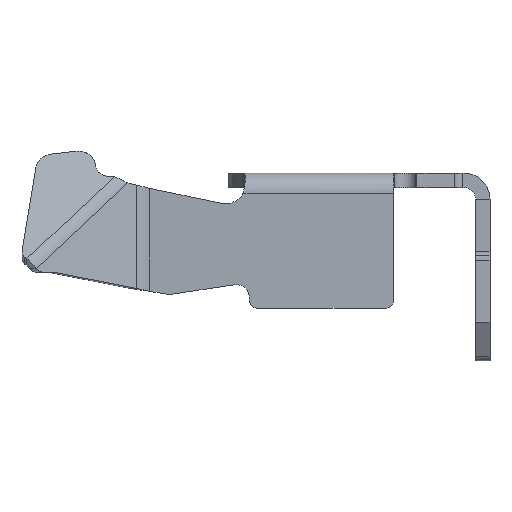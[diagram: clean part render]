
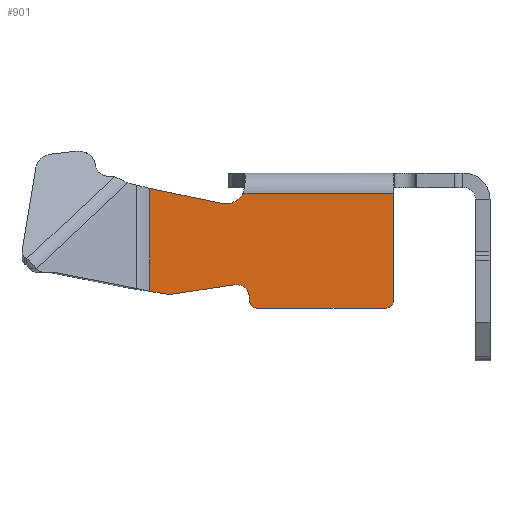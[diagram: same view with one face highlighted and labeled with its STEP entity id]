
A CAD part, front view. The second image highlights one B-rep face of the part: STEP entity #901.
In plain terms, the highlighted planar face has unit normal (0, -1, 0).
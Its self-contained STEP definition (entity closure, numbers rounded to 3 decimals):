
#778=AXIS2_PLACEMENT_3D('Circle Axis2P3D',#776,#777,$) ;
#805=AXIS2_PLACEMENT_3D('Plane Axis2P3D',#802,#803,#804) ;
#661=CARTESIAN_POINT('Vertex',(4.446,1.922,2.42)) ;
#687=CARTESIAN_POINT('Vertex',(4.446,1.922,6.003)) ;
#690=CARTESIAN_POINT('Line Origine',(4.446,1.922,4.269)) ;
#752=CARTESIAN_POINT('Line Origine',(5.69,1.922,5.742)) ;
#756=CARTESIAN_POINT('Vertex',(6.935,1.922,5.482)) ;
#776=CARTESIAN_POINT('Axis2P3D Location',(7.078,1.922,6.167)) ;
#780=CARTESIAN_POINT('Vertex',(7.69,1.922,5.827)) ;
#802=CARTESIAN_POINT('Axis2P3D Location',(10.336,1.922,8.1)) ;
#808=CARTESIAN_POINT('Control Point',(4.446,1.922,2.42)) ;
#809=CARTESIAN_POINT('Control Point',(4.952,1.922,2.331)) ;
#810=CARTESIAN_POINT('Vertex',(4.952,1.922,2.331)) ;
#814=CARTESIAN_POINT('Control Point',(4.952,1.922,2.331)) ;
#815=CARTESIAN_POINT('Control Point',(5.059,1.922,2.312)) ;
#816=CARTESIAN_POINT('Control Point',(5.169,1.922,2.311)) ;
#817=CARTESIAN_POINT('Control Point',(5.276,1.922,2.327)) ;
#818=CARTESIAN_POINT('Vertex',(5.276,1.922,2.327)) ;
#822=CARTESIAN_POINT('Control Point',(7.393,1.922,2.648)) ;
#823=CARTESIAN_POINT('Control Point',(5.276,1.922,2.327)) ;
#824=CARTESIAN_POINT('Vertex',(7.393,1.922,2.648)) ;
#828=CARTESIAN_POINT('Control Point',(7.911,1.922,2.203)) ;
#829=CARTESIAN_POINT('Control Point',(7.911,1.922,2.397)) ;
#830=CARTESIAN_POINT('Control Point',(7.796,1.922,2.594)) ;
#831=CARTESIAN_POINT('Control Point',(7.585,1.922,2.677)) ;
#832=CARTESIAN_POINT('Control Point',(7.393,1.922,2.648)) ;
#833=CARTESIAN_POINT('Vertex',(7.911,1.922,2.203)) ;
#836=CARTESIAN_POINT('Line Origine',(7.911,1.922,4.965)) ;
#840=CARTESIAN_POINT('Vertex',(7.911,1.922,2.03)) ;
#844=CARTESIAN_POINT('Control Point',(7.961,1.922,1.958)) ;
#845=CARTESIAN_POINT('Control Point',(7.911,1.922,2.03)) ;
#846=CARTESIAN_POINT('Vertex',(7.961,1.922,1.958)) ;
#850=CARTESIAN_POINT('Control Point',(7.961,1.922,1.958)) ;
#851=CARTESIAN_POINT('Control Point',(8.016,1.922,1.879)) ;
#852=CARTESIAN_POINT('Control Point',(8.111,1.922,1.83)) ;
#853=CARTESIAN_POINT('Control Point',(8.207,1.922,1.83)) ;
#854=CARTESIAN_POINT('Vertex',(8.207,1.922,1.83)) ;
#857=CARTESIAN_POINT('Line Origine',(7.478,1.922,1.83)) ;
#861=CARTESIAN_POINT('Vertex',(12.636,1.922,1.83)) ;
#865=CARTESIAN_POINT('Control Point',(12.636,1.922,1.83)) ;
#866=CARTESIAN_POINT('Control Point',(12.753,1.922,1.83)) ;
#867=CARTESIAN_POINT('Control Point',(12.873,1.922,1.893)) ;
#868=CARTESIAN_POINT('Control Point',(12.936,1.922,2.012)) ;
#869=CARTESIAN_POINT('Control Point',(12.936,1.922,2.13)) ;
#870=CARTESIAN_POINT('Vertex',(12.936,1.922,2.13)) ;
#873=CARTESIAN_POINT('Line Origine',(12.936,1.922,4.965)) ;
#877=CARTESIAN_POINT('Vertex',(12.936,1.922,5.827)) ;
#880=CARTESIAN_POINT('Line Origine',(7.478,1.922,5.827)) ;
#691=DIRECTION('Vector Direction',(0.,0.,1.)) ;
#753=DIRECTION('Vector Direction',(-0.979,0.,0.205)) ;
#777=DIRECTION('Axis2P3D Direction',(0.,-1.,0.)) ;
#803=DIRECTION('Axis2P3D Direction',(0.,-1.,0.)) ;
#804=DIRECTION('Axis2P3D XDirection',(0.,0.,1.)) ;
#837=DIRECTION('Vector Direction',(0.,0.,1.)) ;
#858=DIRECTION('Vector Direction',(-1.,0.,0.)) ;
#874=DIRECTION('Vector Direction',(0.,0.,1.)) ;
#881=DIRECTION('Vector Direction',(-1.,0.,0.)) ;
#692=VECTOR('Line Direction',#691,1.) ;
#754=VECTOR('Line Direction',#753,1.) ;
#838=VECTOR('Line Direction',#837,1.) ;
#859=VECTOR('Line Direction',#858,1.) ;
#875=VECTOR('Line Direction',#874,1.) ;
#882=VECTOR('Line Direction',#881,1.) ;
#886=ORIENTED_EDGE('',*,*,#812,.T.) ;
#887=ORIENTED_EDGE('',*,*,#820,.T.) ;
#888=ORIENTED_EDGE('',*,*,#826,.F.) ;
#889=ORIENTED_EDGE('',*,*,#835,.F.) ;
#890=ORIENTED_EDGE('',*,*,#842,.F.) ;
#891=ORIENTED_EDGE('',*,*,#848,.F.) ;
#892=ORIENTED_EDGE('',*,*,#856,.T.) ;
#893=ORIENTED_EDGE('',*,*,#863,.T.) ;
#894=ORIENTED_EDGE('',*,*,#872,.T.) ;
#895=ORIENTED_EDGE('',*,*,#879,.F.) ;
#896=ORIENTED_EDGE('',*,*,#884,.F.) ;
#897=ORIENTED_EDGE('',*,*,#782,.F.) ;
#898=ORIENTED_EDGE('',*,*,#758,.T.) ;
#899=ORIENTED_EDGE('',*,*,#694,.F.) ;
#901=ADVANCED_FACE('78118_MTP_FMC_5-2_BR',(#900),#806,.T.) ;
#807=B_SPLINE_CURVE_WITH_KNOTS('',1,(#808,#809),.UNSPECIFIED.,.F.,.U.,(2,2),(1.649,2.163),.UNSPECIFIED.) ;
#813=B_SPLINE_CURVE_WITH_KNOTS('',3,(#814,#815,#816,#817),.UNSPECIFIED.,.F.,.U.,(4,4),(2.967,3.292),.UNSPECIFIED.) ;
#821=B_SPLINE_CURVE_WITH_KNOTS('',1,(#822,#823),.UNSPECIFIED.,.F.,.U.,(2,2),(-1.071,1.071),.UNSPECIFIED.) ;
#827=B_SPLINE_CURVE_WITH_KNOTS('',4,(#828,#829,#830,#831,#832),.UNSPECIFIED.,.F.,.U.,(5,5),(2.121,2.895),.UNSPECIFIED.) ;
#843=B_SPLINE_CURVE_WITH_KNOTS('',1,(#844,#845),.UNSPECIFIED.,.F.,.U.,(2,2),(-0.044,0.044),.UNSPECIFIED.) ;
#849=B_SPLINE_CURVE_WITH_KNOTS('',3,(#850,#851,#852,#853),.UNSPECIFIED.,.F.,.U.,(4,4),(0.654,0.942),.UNSPECIFIED.) ;
#864=B_SPLINE_CURVE_WITH_KNOTS('',4,(#865,#866,#867,#868,#869),.UNSPECIFIED.,.F.,.U.,(5,5),(0.942,1.414),.UNSPECIFIED.) ;
#779=CIRCLE('generated circle',#778,0.7) ;
#694=EDGE_CURVE('',#662,#688,#693,.T.) ;
#758=EDGE_CURVE('',#757,#688,#755,.T.) ;
#782=EDGE_CURVE('',#757,#781,#779,.T.) ;
#812=EDGE_CURVE('',#662,#811,#807,.T.) ;
#820=EDGE_CURVE('',#811,#819,#813,.T.) ;
#826=EDGE_CURVE('',#825,#819,#821,.T.) ;
#835=EDGE_CURVE('',#834,#825,#827,.T.) ;
#842=EDGE_CURVE('',#841,#834,#839,.T.) ;
#848=EDGE_CURVE('',#847,#841,#843,.T.) ;
#856=EDGE_CURVE('',#847,#855,#849,.T.) ;
#863=EDGE_CURVE('',#855,#862,#860,.F.) ;
#872=EDGE_CURVE('',#862,#871,#864,.T.) ;
#879=EDGE_CURVE('',#878,#871,#876,.F.) ;
#884=EDGE_CURVE('',#781,#878,#883,.F.) ;
#885=EDGE_LOOP('',(#886,#887,#888,#889,#890,#891,#892,#893,#894,#895,#896,#897,#898,#899)) ;
#900=FACE_OUTER_BOUND('',#885,.T.) ;
#693=LINE('Line',#690,#692) ;
#755=LINE('Line',#752,#754) ;
#839=LINE('Line',#836,#838) ;
#860=LINE('Line',#857,#859) ;
#876=LINE('Line',#873,#875) ;
#883=LINE('Line',#880,#882) ;
#806=PLANE('',#805) ;
#662=VERTEX_POINT('',#661) ;
#688=VERTEX_POINT('',#687) ;
#757=VERTEX_POINT('',#756) ;
#781=VERTEX_POINT('',#780) ;
#811=VERTEX_POINT('',#810) ;
#819=VERTEX_POINT('',#818) ;
#825=VERTEX_POINT('',#824) ;
#834=VERTEX_POINT('',#833) ;
#841=VERTEX_POINT('',#840) ;
#847=VERTEX_POINT('',#846) ;
#855=VERTEX_POINT('',#854) ;
#862=VERTEX_POINT('',#861) ;
#871=VERTEX_POINT('',#870) ;
#878=VERTEX_POINT('',#877) ;
